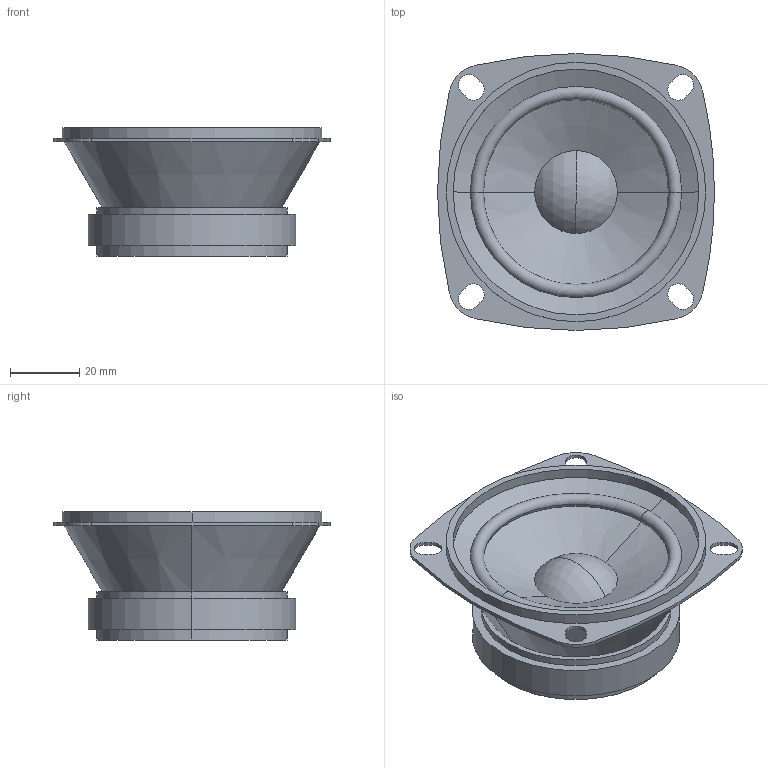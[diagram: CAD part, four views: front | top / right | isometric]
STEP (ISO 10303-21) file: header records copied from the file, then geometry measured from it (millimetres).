
FILE_DESCRIPTION (( 'STEP AP203' ), '1' );
FILE_NAME ('Fr8 speaker.STEP', '2022-02-11T17:00:30', ( '' ), ( '' ), 'SwSTEP 2.0', 'SolidWorks 2016', '' );
FILE_SCHEMA (( 'CONFIG_CONTROL_DESIGN' ));
Length unit declared in the file: millimetre
Products named in the file (1): Fr8 speaker
Bounding box: 80 x 80 x 37 mm (x, y, z)
Volume: 85521.4 mm3; surface area: 20081.7 mm2
Topology: 1 solids, 1 shells, 58 faces, 143 edges, 93 vertices
Faces by surface type: cylinder 31, plane 15, cone 6, torus 4, sphere 2
Entity records: 1846 total; most frequent: DIRECTION 343, CARTESIAN_POINT 295, ORIENTED_EDGE 286, EDGE_CURVE 143, AXIS2_PLACEMENT_3D 141, VERTEX_POINT 93, CIRCLE 82, EDGE_LOOP 72
